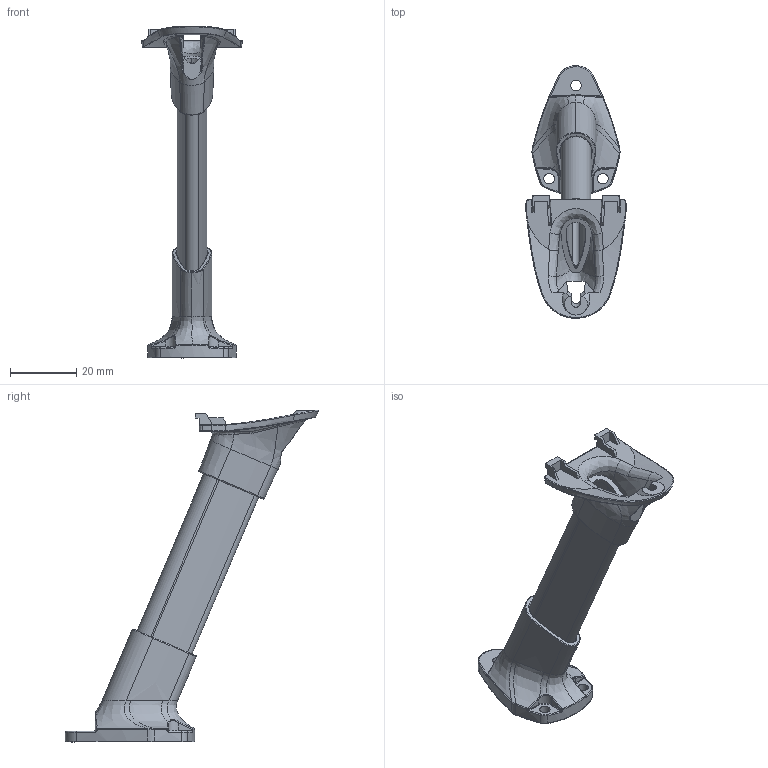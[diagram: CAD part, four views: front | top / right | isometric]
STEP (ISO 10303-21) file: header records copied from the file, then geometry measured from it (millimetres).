
FILE_DESCRIPTION (( 'STEP AP203' ), '1' );
FILE_NAME ('Istand1.STEP', '2021-08-10T07:22:52', ( 'User' ), ( 'User' ), 'SwSTEP 2.0', 'SolidWorks 2018', '' );
FILE_SCHEMA (( 'CONFIG_CONTROL_DESIGN' ));
Length unit declared in the file: millimetre
Products named in the file (5): btm_stand_base_20201107.STEP; gps_here3_holder_hex_20200919.STEP; Istand.STEP; 77mm.STEP; Istand1
Assembly tree (4 placements, depth 3):
  Istand1
    Istand.STEP
      77mm.STEP
      btm_stand_base_20201107.STEP
      gps_here3_holder_hex_20200919.STEP
Bounding box: 30.3 x 76.47 x 100.23 mm (x, y, z)
Volume: 9715.8 mm3; surface area: 15980.7 mm2
Topology: 3 solids, 3 shells, 490 faces, 1276 edges, 790 vertices
Faces by surface type: bspline 221, plane 142, cylinder 68, cone 30, torus 17, sphere 12
Entity records: 31627 total; most frequent: CARTESIAN_POINT 20766, ORIENTED_EDGE 2548, DIRECTION 1609, EDGE_CURVE 1274, VERTEX_POINT 790, AXIS2_PLACEMENT_3D 594, B_SPLINE_CURVE_WITH_KNOTS 511, EDGE_LOOP 504
